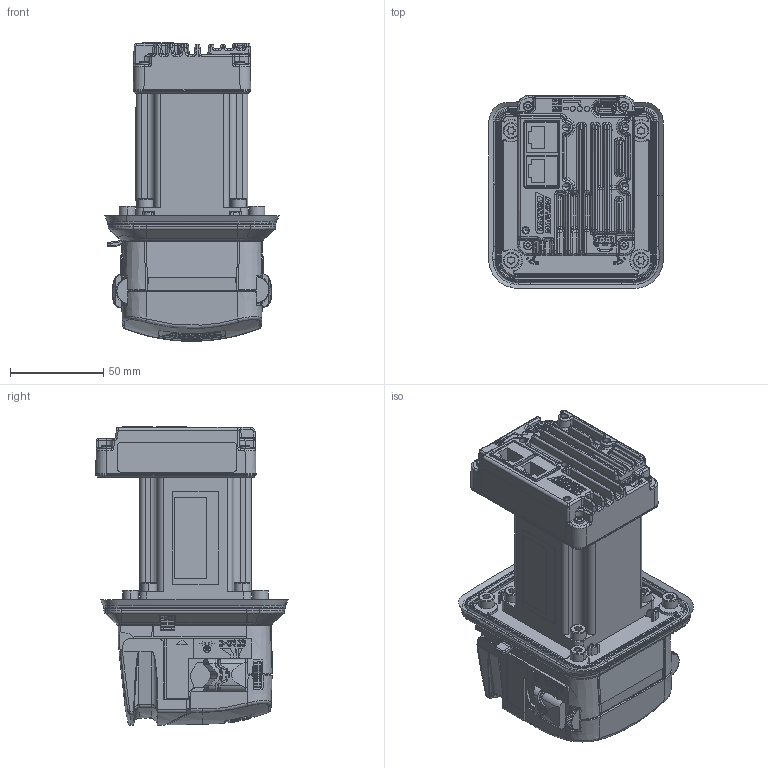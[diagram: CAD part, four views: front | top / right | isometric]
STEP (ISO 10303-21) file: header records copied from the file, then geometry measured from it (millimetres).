
FILE_DESCRIPTION(('Creo Elements/Direct Modeling STEP Export'),'2;1');
FILE_NAME('x3x9xx.Axxx.xxx.stp','2024-04-23T22:38:37',(''),(''),'Creo Elements/Direct Modeling STEP processor for AP214 (Solid Model)','Creo Elements/Direct Modeling 20.5B 27-May-2023 (C) Parametric Technology GmbH','');
FILE_SCHEMA(('AUTOMOTIVE_DESIGN { 1 0 10303 214 1 1 1 1 }'));
Products named in the file (8): A-Pn; 313_OD; M5x8; 300_mounting; 300_seal; 300_leaver; 300_mounting_plate; x3x9xx.Axxx.xxx
Assembly tree (10 placements, depth 3):
  x3x9xx.Axxx.xxx
    300_mounting_plate
      300_leaver
      300_seal
      300_mounting
      M5x8  x4
    313_OD
    A-Pn
Bounding box: 93.44 x 103.3 x 160.26 mm (x, y, z)
Volume: 720253.2 mm3; surface area: 113012.4 mm2
Topology: 9 solids, 9 shells, 5971 faces, 16123 edges, 10351 vertices
Faces by surface type: plane 3703, cylinder 834, bspline 668, extrusion 340, cone 228, torus 149, sphere 40, revolution 9
Entity records: 282566 total; most frequent: CARTESIAN_POINT 139724, ORIENTED_EDGE 31834, DIRECTION 24782, EDGE_CURVE 15917, VECTOR 10299, VERTEX_POINT 10235, LINE 9959, AXIS2_PLACEMENT_3D 7237
